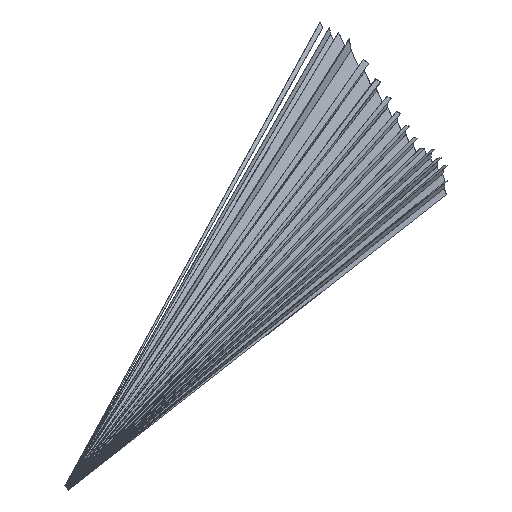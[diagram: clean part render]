
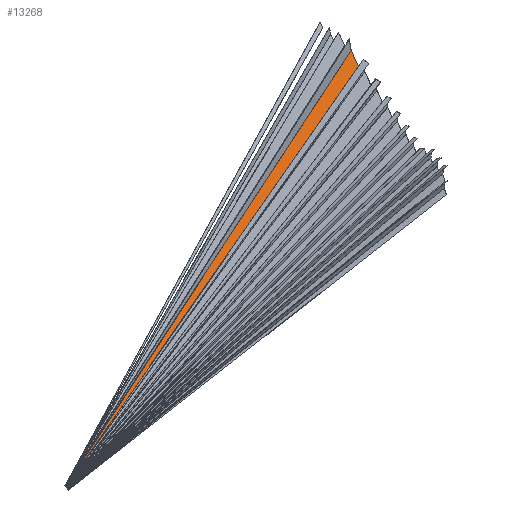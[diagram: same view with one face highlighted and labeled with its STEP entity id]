
A CAD part, isometric view. The second image highlights one B-rep face of the part: STEP entity #13268.
In plain terms, the highlighted planar face has unit normal (-0.037, -0.802, 0.596).
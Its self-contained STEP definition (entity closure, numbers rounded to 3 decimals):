
#147 = PLANE('',#148);
#148 = AXIS2_PLACEMENT_3D('',#149,#150,#151);
#149 = CARTESIAN_POINT('',(20.,4.,4.));
#150 = DIRECTION('',(1.,0.,0.));
#151 = DIRECTION('',(0.,0.,1.));
#9472 = PLANE('',#9473);
#9473 = AXIS2_PLACEMENT_3D('',#9474,#9475,#9476);
#9474 = CARTESIAN_POINT('',(750.,150.,150.));
#9475 = DIRECTION('',(-1.,0.,0.));
#9476 = DIRECTION('',(0.,0.,-1.));
#13002 = PLANE('',#13003);
#13003 = AXIS2_PLACEMENT_3D('',#13004,#13005,#13006);
#13004 = CARTESIAN_POINT('',(387.521,81.979,
    138.261));
#13005 = DIRECTION('',(0.313,0.109,-0.943));
#13006 = DIRECTION('',(-0.949,0.,-0.315));
#13154 = EDGE_CURVE('',#13155,#13157,#13159,.T.);
#13155 = VERTEX_POINT('',#13156);
#13156 = CARTESIAN_POINT('',(750.,164.2,268.078));
#13157 = VERTEX_POINT('',#13158);
#13158 = CARTESIAN_POINT('',(20.,4.305,7.295));
#13159 = SURFACE_CURVE('',#13160,(#13164,#13170),.PCURVE_S1.);
#13160 = LINE('',#13161,#13162);
#13161 = CARTESIAN_POINT('',(390.007,85.35,
    139.475));
#13162 = VECTOR('',#13163,1.);
#13163 = DIRECTION('',(-0.922,-0.202,-0.329)
  );
#13164 = PCURVE('',#13002,#13165);
#13165 = DEFINITIONAL_REPRESENTATION('',(#13166),#13169);
#13166 = B_SPLINE_CURVE_WITH_KNOTS('',1,(#13167,#13168),.UNSPECIFIED.,
  .F.,.F.,(2,2),(-469.472,480.33),
  .PIECEWISE_BEZIER_KNOTS.);
#13167 = CARTESIAN_POINT('',(-462.417,98.798));
#13168 = CARTESIAN_POINT('',(467.565,-94.223));
#13169 = ( GEOMETRIC_REPRESENTATION_CONTEXT(2) 
PARAMETRIC_REPRESENTATION_CONTEXT() REPRESENTATION_CONTEXT('2D SPACE',''
  ) );
#13170 = PCURVE('',#13171,#13176);
#13171 = PLANE('',#13172);
#13172 = AXIS2_PLACEMENT_3D('',#13173,#13174,#13175);
#13173 = CARTESIAN_POINT('',(390.719,89.535,
    145.158));
#13174 = DIRECTION('',(0.037,0.802,-0.596
    ));
#13175 = DIRECTION('',(0.,0.596,0.803)
  );
#13176 = DEFINITIONAL_REPRESENTATION('',(#13177),#13180);
#13177 = B_SPLINE_CURVE_WITH_KNOTS('',1,(#13178,#13179),.UNSPECIFIED.,
  .F.,.F.,(2,2),(-469.472,480.33),
  .PIECEWISE_BEZIER_KNOTS.);
#13178 = CARTESIAN_POINT('',(173.672,432.578));
#13179 = CARTESIAN_POINT('',(-191.967,-444.023));
#13180 = ( GEOMETRIC_REPRESENTATION_CONTEXT(2) 
PARAMETRIC_REPRESENTATION_CONTEXT() REPRESENTATION_CONTEXT('2D SPACE',''
  ) );
#13268 = ADVANCED_FACE('',(#13269),#13171,.F.);
#13269 = FACE_BOUND('',#13270,.F.);
#13270 = EDGE_LOOP('',(#13271,#13272,#13295,#13321));
#13271 = ORIENTED_EDGE('',*,*,#13154,.T.);
#13272 = ORIENTED_EDGE('',*,*,#13273,.T.);
#13273 = EDGE_CURVE('',#13157,#13274,#13276,.T.);
#13274 = VERTEX_POINT('',#13275);
#13275 = CARTESIAN_POINT('',(20.,4.652,7.762));
#13276 = SURFACE_CURVE('',#13277,(#13281,#13288),.PCURVE_S1.);
#13277 = LINE('',#13278,#13279);
#13278 = CARTESIAN_POINT('',(20.,4.262,7.236));
#13279 = VECTOR('',#13280,1.);
#13280 = DIRECTION('',(0.,0.596,0.803));
#13281 = PCURVE('',#13171,#13282);
#13282 = DEFINITIONAL_REPRESENTATION('',(#13283),#13287);
#13283 = LINE('',#13284,#13285);
#13284 = CARTESIAN_POINT('',(-161.57,-370.973));
#13285 = VECTOR('',#13286,1.);
#13286 = DIRECTION('',(1.,0.));
#13287 = ( GEOMETRIC_REPRESENTATION_CONTEXT(2) 
PARAMETRIC_REPRESENTATION_CONTEXT() REPRESENTATION_CONTEXT('2D SPACE',''
  ) );
#13288 = PCURVE('',#147,#13289);
#13289 = DEFINITIONAL_REPRESENTATION('',(#13290),#13294);
#13290 = LINE('',#13291,#13292);
#13291 = CARTESIAN_POINT('',(3.236,-0.262));
#13292 = VECTOR('',#13293,1.);
#13293 = DIRECTION('',(0.803,-0.596));
#13294 = ( GEOMETRIC_REPRESENTATION_CONTEXT(2) 
PARAMETRIC_REPRESENTATION_CONTEXT() REPRESENTATION_CONTEXT('2D SPACE',''
  ) );
#13295 = ORIENTED_EDGE('',*,*,#13296,.F.);
#13296 = EDGE_CURVE('',#13297,#13274,#13299,.T.);
#13297 = VERTEX_POINT('',#13298);
#13298 = CARTESIAN_POINT('',(750.,179.675,288.923));
#13299 = SURFACE_CURVE('',#13300,(#13304,#13310),.PCURVE_S1.);
#13300 = LINE('',#13301,#13302);
#13301 = CARTESIAN_POINT('',(389.863,93.329,
    150.215));
#13302 = VECTOR('',#13303,1.);
#13303 = DIRECTION('',(-0.911,-0.218,-0.351));
#13304 = PCURVE('',#13171,#13305);
#13305 = DEFINITIONAL_REPRESENTATION('',(#13306),#13309);
#13306 = B_SPLINE_CURVE_WITH_KNOTS('',1,(#13307,#13308),.UNSPECIFIED.,
  .F.,.F.,(2,2),(-475.629,486.308),
  .PIECEWISE_BEZIER_KNOTS.);
#13307 = CARTESIAN_POINT('',(202.171,432.578));
#13308 = CARTESIAN_POINT('',(-193.923,-444.023));
#13309 = ( GEOMETRIC_REPRESENTATION_CONTEXT(2) 
PARAMETRIC_REPRESENTATION_CONTEXT() REPRESENTATION_CONTEXT('2D SPACE',''
  ) );
#13310 = PCURVE('',#13311,#13316);
#13311 = PLANE('',#13312);
#13312 = AXIS2_PLACEMENT_3D('',#13313,#13314,#13315);
#13313 = CARTESIAN_POINT('',(389.597,94.322,
    155.485));
#13314 = DIRECTION('',(-0.159,0.969,-0.191));
#13315 = DIRECTION('',(0.,0.193,0.981));
#13316 = DEFINITIONAL_REPRESENTATION('',(#13317),#13320);
#13317 = B_SPLINE_CURVE_WITH_KNOTS('',1,(#13318,#13319),.UNSPECIFIED.,
  .F.,.F.,(2,2),(-475.629,486.308),
  .PIECEWISE_BEZIER_KNOTS.);
#13318 = CARTESIAN_POINT('',(178.37,438.978));
#13319 = CARTESIAN_POINT('',(-193.219,-448.29));
#13320 = ( GEOMETRIC_REPRESENTATION_CONTEXT(2) 
PARAMETRIC_REPRESENTATION_CONTEXT() REPRESENTATION_CONTEXT('2D SPACE',''
  ) );
#13321 = ORIENTED_EDGE('',*,*,#13322,.T.);
#13322 = EDGE_CURVE('',#13297,#13155,#13323,.T.);
#13323 = SURFACE_CURVE('',#13324,(#13328,#13335),.PCURVE_S1.);
#13324 = LINE('',#13325,#13326);
#13325 = CARTESIAN_POINT('',(750.,179.699,288.955));
#13326 = VECTOR('',#13327,1.);
#13327 = DIRECTION('',(0.,-0.596,-0.803));
#13328 = PCURVE('',#13171,#13329);
#13329 = DEFINITIONAL_REPRESENTATION('',(#13330),#13334);
#13330 = LINE('',#13331,#13332);
#13331 = CARTESIAN_POINT('',(169.204,359.528));
#13332 = VECTOR('',#13333,1.);
#13333 = DIRECTION('',(-1.,0.));
#13334 = ( GEOMETRIC_REPRESENTATION_CONTEXT(2) 
PARAMETRIC_REPRESENTATION_CONTEXT() REPRESENTATION_CONTEXT('2D SPACE',''
  ) );
#13335 = PCURVE('',#9472,#13336);
#13336 = DEFINITIONAL_REPRESENTATION('',(#13337),#13341);
#13337 = LINE('',#13338,#13339);
#13338 = CARTESIAN_POINT('',(-138.955,-29.699));
#13339 = VECTOR('',#13340,1.);
#13340 = DIRECTION('',(0.803,0.596));
#13341 = ( GEOMETRIC_REPRESENTATION_CONTEXT(2) 
PARAMETRIC_REPRESENTATION_CONTEXT() REPRESENTATION_CONTEXT('2D SPACE',''
  ) );
